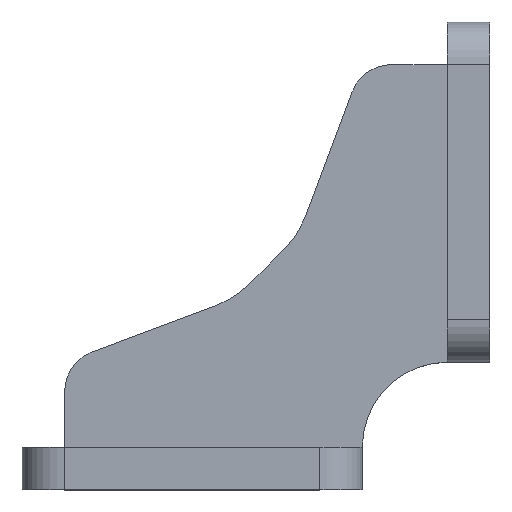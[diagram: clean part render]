
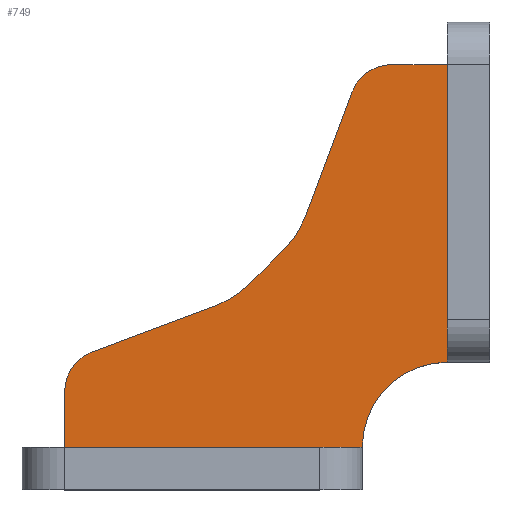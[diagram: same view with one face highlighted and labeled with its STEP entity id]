
A CAD part, top view. The second image highlights one B-rep face of the part: STEP entity #749.
In plain terms, the highlighted planar face has unit normal (0, 0, 1).
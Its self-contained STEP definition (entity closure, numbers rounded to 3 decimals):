
#32=CIRCLE('',#804,20.);
#33=CIRCLE('',#806,10.);
#34=CIRCLE('',#807,20.);
#35=CIRCLE('',#808,20.);
#36=CIRCLE('',#809,10.);
#96=FACE_OUTER_BOUND('',#136,.T.);
#136=EDGE_LOOP('',(#516,#517,#518,#519,#520,#521,#522,#523,#524,#525,#526,
#527));
#191=LINE('',#1123,#259);
#196=LINE('',#1137,#264);
#197=LINE('',#1139,#265);
#198=LINE('',#1141,#266);
#199=LINE('',#1145,#267);
#200=LINE('',#1149,#268);
#201=LINE('',#1153,#269);
#259=VECTOR('',#888,1.);
#264=VECTOR('',#901,1.);
#265=VECTOR('',#902,1.);
#266=VECTOR('',#903,1.);
#267=VECTOR('',#906,1.);
#268=VECTOR('',#909,1.);
#269=VECTOR('',#912,1.);
#326=VERTEX_POINT('',#1119);
#328=VERTEX_POINT('',#1122);
#331=VERTEX_POINT('',#1129);
#333=VERTEX_POINT('',#1133);
#334=VERTEX_POINT('',#1138);
#335=VERTEX_POINT('',#1140);
#336=VERTEX_POINT('',#1142);
#337=VERTEX_POINT('',#1144);
#338=VERTEX_POINT('',#1146);
#339=VERTEX_POINT('',#1148);
#340=VERTEX_POINT('',#1150);
#341=VERTEX_POINT('',#1152);
#399=EDGE_CURVE('',#328,#326,#191,.T.);
#405=EDGE_CURVE('',#331,#333,#32,.T.);
#406=EDGE_CURVE('',#331,#326,#196,.T.);
#407=EDGE_CURVE('',#333,#334,#197,.F.);
#408=EDGE_CURVE('',#334,#335,#198,.T.);
#409=EDGE_CURVE('',#335,#336,#33,.T.);
#410=EDGE_CURVE('',#336,#337,#199,.T.);
#411=EDGE_CURVE('',#337,#338,#34,.T.);
#412=EDGE_CURVE('',#338,#339,#200,.T.);
#413=EDGE_CURVE('',#339,#340,#35,.T.);
#414=EDGE_CURVE('',#340,#341,#201,.T.);
#415=EDGE_CURVE('',#341,#328,#36,.T.);
#516=ORIENTED_EDGE('',*,*,#406,.F.);
#517=ORIENTED_EDGE('',*,*,#405,.T.);
#518=ORIENTED_EDGE('',*,*,#407,.T.);
#519=ORIENTED_EDGE('',*,*,#408,.T.);
#520=ORIENTED_EDGE('',*,*,#409,.T.);
#521=ORIENTED_EDGE('',*,*,#410,.T.);
#522=ORIENTED_EDGE('',*,*,#411,.T.);
#523=ORIENTED_EDGE('',*,*,#412,.T.);
#524=ORIENTED_EDGE('',*,*,#413,.T.);
#525=ORIENTED_EDGE('',*,*,#414,.T.);
#526=ORIENTED_EDGE('',*,*,#415,.T.);
#527=ORIENTED_EDGE('',*,*,#399,.T.);
#729=PLANE('',#805);
#749=ADVANCED_FACE('',(#96),#729,.T.);
#804=AXIS2_PLACEMENT_3D('',#1135,#897,#898);
#805=AXIS2_PLACEMENT_3D('',#1136,#899,#900);
#806=AXIS2_PLACEMENT_3D('',#1143,#904,#905);
#807=AXIS2_PLACEMENT_3D('',#1147,#907,#908);
#808=AXIS2_PLACEMENT_3D('',#1151,#910,#911);
#809=AXIS2_PLACEMENT_3D('',#1154,#913,#914);
#888=DIRECTION('',(0.,-1.,0.));
#897=DIRECTION('center_axis',(0.,0.,-1.));
#898=DIRECTION('ref_axis',(-1.,0.,0.));
#899=DIRECTION('center_axis',(0.,0.,1.));
#900=DIRECTION('ref_axis',(1.,0.,0.));
#901=DIRECTION('',(-1.,0.,0.));
#902=DIRECTION('',(0.,-1.,0.));
#903=DIRECTION('',(-1.,0.,0.));
#904=DIRECTION('center_axis',(0.,0.,1.));
#905=DIRECTION('ref_axis',(0.,1.,0.));
#906=DIRECTION('',(-0.351,-0.936,0.));
#907=DIRECTION('center_axis',(0.,0.,-1.));
#908=DIRECTION('ref_axis',(0.936,-0.351,0.));
#909=DIRECTION('',(-0.707,-0.707,0.));
#910=DIRECTION('center_axis',(0.,0.,-1.));
#911=DIRECTION('ref_axis',(0.707,-0.707,0.));
#912=DIRECTION('',(-0.936,-0.351,0.));
#913=DIRECTION('center_axis',(0.,0.,1.));
#914=DIRECTION('ref_axis',(-0.351,0.936,0.));
#1119=CARTESIAN_POINT('',(-30.,10.,26.5));
#1122=CARTESIAN_POINT('',(-30.,23.07,26.5));
#1123=CARTESIAN_POINT('',(-30.,23.07,26.5));
#1129=CARTESIAN_POINT('',(40.,10.,26.5));
#1133=CARTESIAN_POINT('',(60.,30.,26.5));
#1135=CARTESIAN_POINT('Origin',(60.,10.,26.5));
#1136=CARTESIAN_POINT('Origin',(60.,30.,26.5));
#1137=CARTESIAN_POINT('',(40.,10.,26.5));
#1138=CARTESIAN_POINT('',(60.,100.,26.5));
#1139=CARTESIAN_POINT('',(60.,100.,26.5));
#1140=CARTESIAN_POINT('',(46.93,100.,26.5));
#1141=CARTESIAN_POINT('',(60.,100.,26.5));
#1142=CARTESIAN_POINT('',(37.567,93.511,26.5));
#1143=CARTESIAN_POINT('Origin',(46.93,90.,26.5));
#1144=CARTESIAN_POINT('',(26.521,64.056,26.5));
#1145=CARTESIAN_POINT('',(37.567,93.511,26.5));
#1146=CARTESIAN_POINT('',(21.937,56.937,26.5));
#1147=CARTESIAN_POINT('Origin',(7.795,71.079,26.5));
#1148=CARTESIAN_POINT('',(13.063,48.063,26.5));
#1149=CARTESIAN_POINT('',(21.937,56.937,26.5));
#1150=CARTESIAN_POINT('',(5.944,43.479,26.5));
#1151=CARTESIAN_POINT('Origin',(-1.079,62.205,26.5));
#1152=CARTESIAN_POINT('',(-23.511,32.433,26.5));
#1153=CARTESIAN_POINT('',(5.944,43.479,26.5));
#1154=CARTESIAN_POINT('Origin',(-20.,23.07,26.5));
